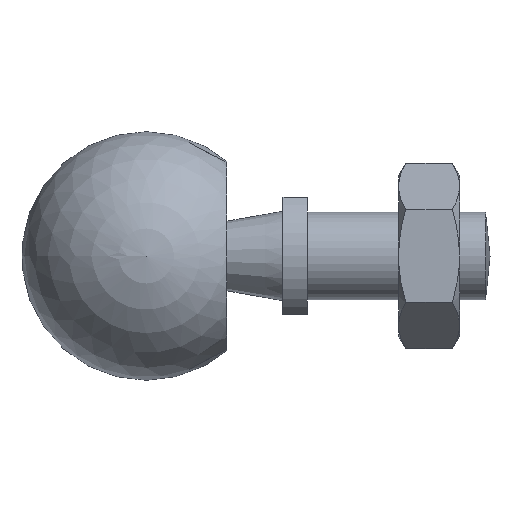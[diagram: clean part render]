
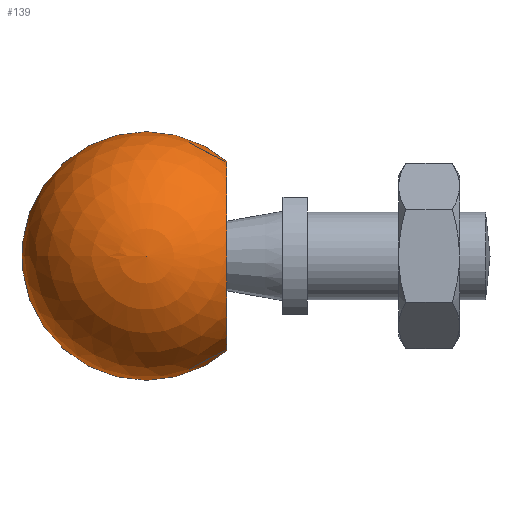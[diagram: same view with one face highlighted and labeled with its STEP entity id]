
A CAD part, left-side view. The second image highlights one B-rep face of the part: STEP entity #139.
In plain terms, the highlighted spherical face has radius 8.5 mm.
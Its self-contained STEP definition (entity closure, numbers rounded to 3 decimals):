
#139 = ADVANCED_FACE( '', ( #301, #302, #303 ), #304, .T. );
#301 = FACE_BOUND( '', #476, .T. );
#302 = FACE_OUTER_BOUND( '', #477, .T. );
#303 = FACE_BOUND( '', #478, .T. );
#304 = SPHERICAL_SURFACE( '', #479, 8.5 );
#476 = VERTEX_LOOP( '', #781 );
#477 = EDGE_LOOP( '', ( #782 ) );
#478 = EDGE_LOOP( '', ( #783 ) );
#479 = AXIS2_PLACEMENT_3D( '', #784, #785, #786 );
#781 = VERTEX_POINT( '', #975 );
#782 = ORIENTED_EDGE( '', *, *, #976, .F. );
#783 = ORIENTED_EDGE( '', *, *, #977, .T. );
#784 = CARTESIAN_POINT( '', ( 0., 0., 0. ) );
#785 = DIRECTION( '', ( 1., 0., 0. ) );
#786 = DIRECTION( '', ( 0., 1., 0. ) );
#975 = CARTESIAN_POINT( '', ( -8.5, 0., 0. ) );
#976 = EDGE_CURVE( '', #1149, #1149, #1150, .T. );
#977 = EDGE_CURVE( '', #1151, #1151, #1152, .F. );
#1149 = VERTEX_POINT( '', #1457 );
#1150 = CIRCLE( '', #1458, 5.368 );
#1151 = VERTEX_POINT( '', #1459 );
#1152 = CIRCLE( '', #1460, 6.481 );
#1457 = CARTESIAN_POINT( '', ( 6.59, 0., -5.368 ) );
#1458 = AXIS2_PLACEMENT_3D( '', #1592, #1593, #1594 );
#1459 = CARTESIAN_POINT( '', ( 0., -5.5, -6.481 ) );
#1460 = AXIS2_PLACEMENT_3D( '', #1595, #1596, #1597 );
#1592 = CARTESIAN_POINT( '', ( 6.59, 0., 0. ) );
#1593 = DIRECTION( '', ( 1., 0., 0. ) );
#1594 = DIRECTION( '', ( 0., 0., -1. ) );
#1595 = CARTESIAN_POINT( '', ( 0., -5.5, 0. ) );
#1596 = DIRECTION( '', ( 0., -1., 0. ) );
#1597 = DIRECTION( '', ( 0., 0., -1. ) );
